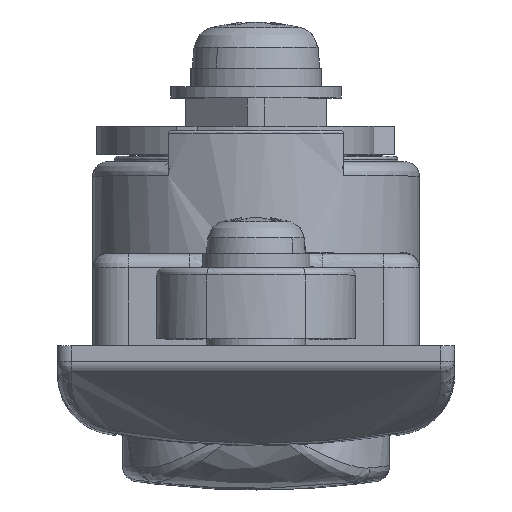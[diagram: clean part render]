
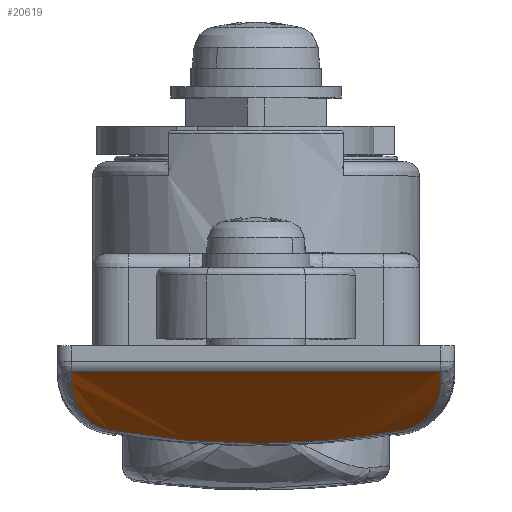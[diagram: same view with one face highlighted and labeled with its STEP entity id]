
A CAD part, top view. The second image highlights one B-rep face of the part: STEP entity #20619.
In plain terms, the highlighted free-form (B-spline) face has degree [1, 2] with [2, 3] control points.
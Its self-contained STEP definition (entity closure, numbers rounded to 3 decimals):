
#16717=CARTESIAN_POINT('',(-19.296,-13.,24.712));
#16718=VERTEX_POINT('',#16717);
#16765=CARTESIAN_POINT('',(-19.296,13.,24.712));
#16766=VERTEX_POINT('',#16765);
#16780=CARTESIAN_POINT('',(-19.296,-13.,24.712));
#16781=CARTESIAN_POINT('',(-19.296,13.,24.712));
#16782=QUASI_UNIFORM_CURVE('',1,(#16780,#16781),.UNSPECIFIED.,.F.,.U.);
#16783=EDGE_CURVE('',#16718,#16766,#16782,.T.);
#16811=CARTESIAN_POINT('',(-20.118,-13.,23.871));
#16812=VERTEX_POINT('',#16811);
#16842=CARTESIAN_POINT('',(-20.118,-13.,23.871));
#16843=CARTESIAN_POINT('',(-19.715,-13.,24.299));
#16844=CARTESIAN_POINT('',(-19.296,-13.,24.712));
#16852=(BOUNDED_CURVE()B_SPLINE_CURVE(2,(#16842,#16843,#16844),.UNSPECIFIED.,.F.,.U.)CURVE()GEOMETRIC_REPRESENTATION_ITEM()QUASI_UNIFORM_CURVE()RATIONAL_B_SPLINE_CURVE((1.0,1.,1.0))REPRESENTATION_ITEM(''));
#16853=EDGE_CURVE('',#16812,#16718,#16852,.T.);
#17022=CARTESIAN_POINT('',(-23.422,-10.318,19.727));
#17023=VERTEX_POINT('',#17022);
#17075=CARTESIAN_POINT('',(-23.422,-10.318,19.727));
#17076=CARTESIAN_POINT('',(-23.398,-10.445,19.761));
#17077=CARTESIAN_POINT('',(-23.369,-10.564,19.806));
#17078=CARTESIAN_POINT('',(-23.298,-10.792,19.909));
#17079=CARTESIAN_POINT('',(-23.258,-10.901,19.969));
#17080=CARTESIAN_POINT('',(-23.168,-11.109,20.1));
#17081=CARTESIAN_POINT('',(-23.118,-11.209,20.172));
#17082=CARTESIAN_POINT('',(-23.013,-11.397,20.323));
#17083=CARTESIAN_POINT('',(-22.957,-11.485,20.401));
#17084=CARTESIAN_POINT('',(-22.783,-11.735,20.646));
#17085=CARTESIAN_POINT('',(-22.657,-11.883,20.82));
#17086=CARTESIAN_POINT('',(-22.387,-12.152,21.184));
#17087=CARTESIAN_POINT('',(-22.246,-12.269,21.369));
#17088=CARTESIAN_POINT('',(-21.954,-12.476,21.746));
#17089=CARTESIAN_POINT('',(-21.802,-12.566,21.936));
#17090=CARTESIAN_POINT('',(-21.567,-12.683,22.225));
#17091=CARTESIAN_POINT('',(-21.487,-12.719,22.322));
#17092=CARTESIAN_POINT('',(-21.325,-12.784,22.517));
#17093=CARTESIAN_POINT('',(-21.242,-12.814,22.615));
#17094=CARTESIAN_POINT('',(-20.992,-12.893,22.907));
#17095=CARTESIAN_POINT('',(-20.822,-12.932,23.101));
#17096=CARTESIAN_POINT('',(-20.475,-12.986,23.488));
#17097=CARTESIAN_POINT('',(-20.299,-13.,23.68));
#17098=CARTESIAN_POINT('',(-20.118,-13.,23.871));
#17099=B_SPLINE_CURVE_WITH_KNOTS('',3,(#17075,#17076,#17077,#17078,#17079,#17080,#17081,#17082,#17083,#17084,#17085,#17086,#17087,#17088,#17089,#17090,#17091,#17092,#17093,#17094,#17095,#17096,#17097,#17098),.UNSPECIFIED.,.F.,.U.,(4,2,2,2,2,2,2,2,2,2,2,4),(0.0,0.063,0.125,0.187,0.25,0.375,0.5,0.625,0.687,0.75,0.875,1.0),.UNSPECIFIED.);
#17100=EDGE_CURVE('',#17023,#16812,#17099,.T.);
#17169=CARTESIAN_POINT('',(-20.118,13.,23.871));
#17170=VERTEX_POINT('',#17169);
#17184=CARTESIAN_POINT('',(-19.296,13.,24.712));
#17185=CARTESIAN_POINT('',(-19.715,13.,24.299));
#17186=CARTESIAN_POINT('',(-20.118,13.,23.871));
#17194=(BOUNDED_CURVE()B_SPLINE_CURVE(2,(#17184,#17185,#17186),.UNSPECIFIED.,.F.,.U.)CURVE()GEOMETRIC_REPRESENTATION_ITEM()QUASI_UNIFORM_CURVE()RATIONAL_B_SPLINE_CURVE((1.0,1.,1.0))REPRESENTATION_ITEM(''));
#17195=EDGE_CURVE('',#16766,#17170,#17194,.T.);
#17312=CARTESIAN_POINT('',(-23.422,10.318,19.727));
#17313=VERTEX_POINT('',#17312);
#17351=CARTESIAN_POINT('',(-23.422,10.318,19.727));
#17352=CARTESIAN_POINT('',(-23.729,8.642,19.268));
#17353=CARTESIAN_POINT('',(-23.963,6.945,18.893));
#17354=CARTESIAN_POINT('',(-24.2,4.363,18.506));
#17355=CARTESIAN_POINT('',(-24.26,3.496,18.406));
#17356=CARTESIAN_POINT('',(-24.32,2.185,18.306));
#17357=CARTESIAN_POINT('',(-24.335,1.746,18.28));
#17358=CARTESIAN_POINT('',(-24.35,1.085,18.255));
#17359=CARTESIAN_POINT('',(-24.354,0.864,18.248));
#17360=CARTESIAN_POINT('',(-24.359,0.422,18.24));
#17361=CARTESIAN_POINT('',(-24.36,0.201,18.238));
#17362=CARTESIAN_POINT('',(-24.36,-0.901,18.239));
#17363=CARTESIAN_POINT('',(-24.339,-1.776,18.274));
#17364=CARTESIAN_POINT('',(-24.259,-3.515,18.408));
#17365=CARTESIAN_POINT('',(-24.199,-4.378,18.508));
#17366=CARTESIAN_POINT('',(-23.962,-6.95,18.894));
#17367=CARTESIAN_POINT('',(-23.729,-8.643,19.268));
#17368=CARTESIAN_POINT('',(-23.422,-10.318,19.727));
#17369=B_SPLINE_CURVE_WITH_KNOTS('',3,(#17351,#17352,#17353,#17354,#17355,#17356,#17357,#17358,#17359,#17360,#17361,#17362,#17363,#17364,#17365,#17366,#17367,#17368),.UNSPECIFIED.,.F.,.U.,(4,2,2,2,2,2,2,2,4),(0.0,0.25,0.375,0.438,0.469,0.5,0.625,0.75,1.0),.UNSPECIFIED.);
#17370=EDGE_CURVE('',#17313,#17023,#17369,.T.);
#17530=CARTESIAN_POINT('',(-20.118,13.,23.871));
#17531=CARTESIAN_POINT('',(-20.299,13.,23.68));
#17532=CARTESIAN_POINT('',(-20.475,12.986,23.488));
#17533=CARTESIAN_POINT('',(-20.821,12.933,23.103));
#17534=CARTESIAN_POINT('',(-20.989,12.893,22.91));
#17535=CARTESIAN_POINT('',(-21.32,12.789,22.523));
#17536=CARTESIAN_POINT('',(-21.482,12.725,22.33));
#17537=CARTESIAN_POINT('',(-21.719,12.608,22.038));
#17538=CARTESIAN_POINT('',(-21.797,12.565,21.941));
#17539=CARTESIAN_POINT('',(-21.95,12.474,21.749));
#17540=CARTESIAN_POINT('',(-22.025,12.426,21.654));
#17541=CARTESIAN_POINT('',(-22.245,12.27,21.371));
#17542=CARTESIAN_POINT('',(-22.385,12.153,21.186));
#17543=CARTESIAN_POINT('',(-22.586,11.954,20.915));
#17544=CARTESIAN_POINT('',(-22.652,11.883,20.826));
#17545=CARTESIAN_POINT('',(-22.779,11.732,20.651));
#17546=CARTESIAN_POINT('',(-22.84,11.653,20.566));
#17547=CARTESIAN_POINT('',(-22.957,11.485,20.402));
#17548=CARTESIAN_POINT('',(-23.013,11.397,20.323));
#17549=CARTESIAN_POINT('',(-23.091,11.257,20.21));
#17550=CARTESIAN_POINT('',(-23.117,11.209,20.174));
#17551=CARTESIAN_POINT('',(-23.166,11.11,20.102));
#17552=CARTESIAN_POINT('',(-23.19,11.058,20.068));
#17553=CARTESIAN_POINT('',(-23.258,10.902,19.969));
#17554=CARTESIAN_POINT('',(-23.298,10.793,19.91));
#17555=CARTESIAN_POINT('',(-23.369,10.564,19.806));
#17556=CARTESIAN_POINT('',(-23.398,10.445,19.761));
#17557=CARTESIAN_POINT('',(-23.422,10.318,19.727));
#17558=B_SPLINE_CURVE_WITH_KNOTS('',3,(#17530,#17531,#17532,#17533,#17534,#17535,#17536,#17537,#17538,#17539,#17540,#17541,#17542,#17543,#17544,#17545,#17546,#17547,#17548,#17549,#17550,#17551,#17552,#17553,#17554,#17555,#17556,#17557),.UNSPECIFIED.,.F.,.U.,(4,2,2,2,2,2,2,2,2,2,2,2,2,4),(0.0,0.125,0.25,0.375,0.437,0.5,0.625,0.687,0.75,0.812,0.844,0.875,0.937,1.0),.UNSPECIFIED.);
#17559=EDGE_CURVE('',#17170,#17313,#17558,.T.);
#20597=CARTESIAN_POINT('',(-24.567,13.65,17.884));
#20598=CARTESIAN_POINT('',(-24.567,-13.666,17.884));
#20599=CARTESIAN_POINT('',(-22.291,13.65,21.838));
#20600=CARTESIAN_POINT('',(-22.291,-13.666,21.838));
#20601=CARTESIAN_POINT('',(-19.001,13.65,24.999));
#20602=CARTESIAN_POINT('',(-19.001,-13.666,24.999));
#20610=(BOUNDED_SURFACE()B_SPLINE_SURFACE(1,2,((#20597,#20599,#20601),(#20598,#20600,#20602)),.UNSPECIFIED.,.F.,.F.,.U.)B_SPLINE_SURFACE_WITH_KNOTS((2,2),(3,3),(0.0,27.316),(0.0,9.078),.UNSPECIFIED.)GEOMETRIC_REPRESENTATION_ITEM()RATIONAL_B_SPLINE_SURFACE(((0.998,0.987,0.995),(0.998,0.987,0.995)))REPRESENTATION_ITEM('')SURFACE());
#20611=ORIENTED_EDGE('',*,*,#17195,.T.);
#20612=ORIENTED_EDGE('',*,*,#17559,.T.);
#20613=ORIENTED_EDGE('',*,*,#17370,.T.);
#20614=ORIENTED_EDGE('',*,*,#17100,.T.);
#20615=ORIENTED_EDGE('',*,*,#16853,.T.);
#20616=ORIENTED_EDGE('',*,*,#16783,.T.);
#20617=EDGE_LOOP('',(#20611,#20612,#20613,#20614,#20615,#20616));
#20618=FACE_OUTER_BOUND('',#20617,.T.);
#20619=ADVANCED_FACE('',(#20618),#20610,.T.);
